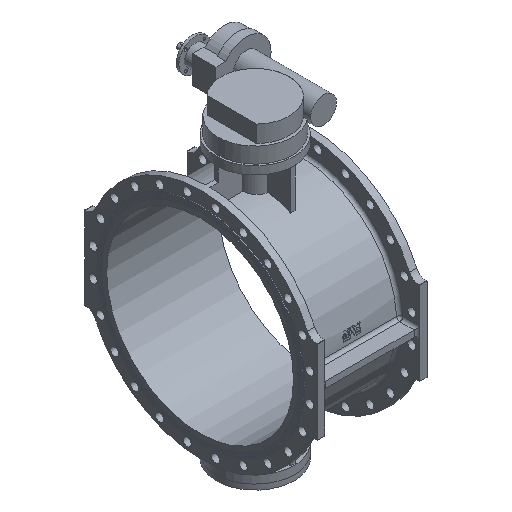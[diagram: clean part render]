
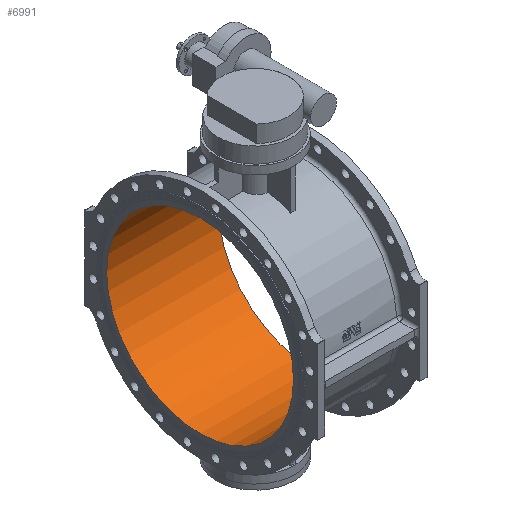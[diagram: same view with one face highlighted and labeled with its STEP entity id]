
A CAD part, isometric view. The second image highlights one B-rep face of the part: STEP entity #6991.
In plain terms, the highlighted cylindrical face has radius 359 mm (diameter 718 mm), a full revolution.
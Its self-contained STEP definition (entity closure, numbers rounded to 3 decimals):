
#5632 = DIRECTION ( 'NONE',  ( -1., 0., 0. ) ) ;
#5633 = DIRECTION ( 'NONE',  ( 0., 0., 1. ) ) ;
#5636 = CARTESIAN_POINT ( 'NONE',  ( 0., 0., 0. ) ) ;
#6991 = ADVANCED_FACE ( 'NONE', ( #9974, #9977 ), #9979, .F. ) ;
#9126 = EDGE_CURVE ( 'NONE', #17800, #17800, #16926, .T. ) ;
#9974 = FACE_OUTER_BOUND ( 'NONE', #14370, .T. ) ;
#9977 = FACE_OUTER_BOUND ( 'NONE', #14349, .T. ) ;
#9979 = CYLINDRICAL_SURFACE ( 'NONE', #10362, 359. ) ;
#10362 = AXIS2_PLACEMENT_3D ( 'NONE', #5636, #5632, #5633 ) ;
#10451 = AXIS2_PLACEMENT_3D ( 'NONE', #15908, #15910, #15912 ) ;
#10682 = AXIS2_PLACEMENT_3D ( 'NONE', #24308, #24309, #24310 ) ;
#13230 = ORIENTED_EDGE ( 'NONE', *, *, #9126, .F. ) ;
#13345 = ORIENTED_EDGE ( 'NONE', *, *, #24583, .T. ) ;
#14349 = EDGE_LOOP ( 'NONE', ( #13230 ) ) ;
#14370 = EDGE_LOOP ( 'NONE', ( #13345 ) ) ;
#15908 = CARTESIAN_POINT ( 'NONE',  ( 215., 0., 0. ) ) ;
#15910 = DIRECTION ( 'NONE',  ( -1., 0., 0. ) ) ;
#15912 = DIRECTION ( 'NONE',  ( 0., 0., 1. ) ) ;
#16926 = CIRCLE ( 'NONE', #10451, 359. ) ;
#17728 = CIRCLE ( 'NONE', #10682, 359. ) ;
#17800 = VERTEX_POINT ( 'NONE', #24437 ) ;
#17891 = VERTEX_POINT ( 'NONE', #24526 ) ;
#24308 = CARTESIAN_POINT ( 'NONE',  ( -215., 0., 0. ) ) ;
#24309 = DIRECTION ( 'NONE',  ( -1., 0., 0. ) ) ;
#24310 = DIRECTION ( 'NONE',  ( 0., 0., 1. ) ) ;
#24437 = CARTESIAN_POINT ( 'NONE',  ( 215., 0., 359. ) ) ;
#24526 = CARTESIAN_POINT ( 'NONE',  ( -215., 0., 359. ) ) ;
#24583 = EDGE_CURVE ( 'NONE', #17891, #17891, #17728, .T. ) ;
